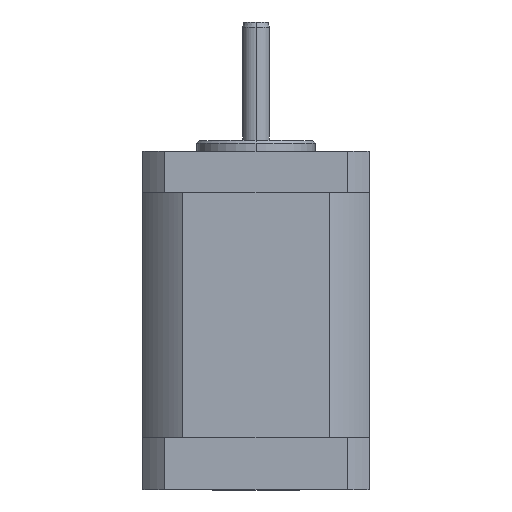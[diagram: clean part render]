
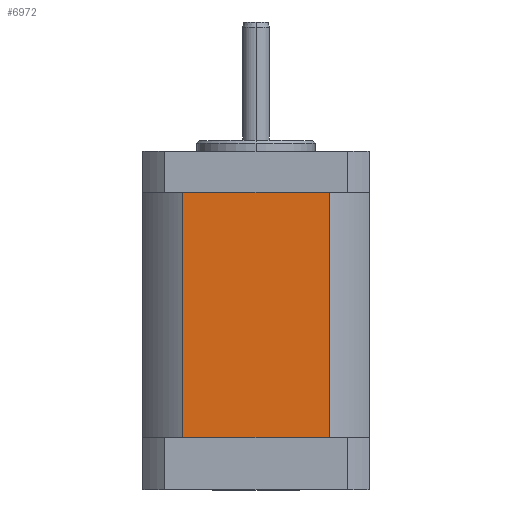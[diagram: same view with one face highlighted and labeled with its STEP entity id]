
A CAD part, top view. The second image highlights one B-rep face of the part: STEP entity #6972.
In plain terms, the highlighted planar face has unit normal (0, 0, 1).
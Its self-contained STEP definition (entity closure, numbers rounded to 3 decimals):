
#1491 = CARTESIAN_POINT ( 'NONE',  ( 4.085, 55.14, 38.65 ) ) ;
#1493 = CARTESIAN_POINT ( 'NONE',  ( 31.215, 55.14, 38.65 ) ) ;
#1511 = CARTESIAN_POINT ( 'NONE',  ( 4.085, 9.66, 38.65 ) ) ;
#1512 = CARTESIAN_POINT ( 'NONE',  ( 31.215, 9.66, 38.65 ) ) ;
#1893 = FACE_OUTER_BOUND ( 'NONE', #7416, .T. ) ;
#1909 = AXIS2_PLACEMENT_3D ( 'NONE', #9606, #9607, #9608 ) ;
#4905 = LINE ( 'NONE', #4906, #5296 ) ;
#4906 = CARTESIAN_POINT ( 'NONE',  ( 4.085, 9.65, 38.65 ) ) ;
#4907 = DIRECTION ( 'NONE',  ( 0., 1., 0. ) ) ;
#4908 = LINE ( 'NONE', #4909, #5297 ) ;
#4909 = CARTESIAN_POINT ( 'NONE',  ( 38.65, 9.66, 38.65 ) ) ;
#4910 = DIRECTION ( 'NONE',  ( -1., 0., 0. ) ) ;
#4911 = LINE ( 'NONE', #4912, #5298 ) ;
#4912 = CARTESIAN_POINT ( 'NONE',  ( 31.215, 9.65, 38.65 ) ) ;
#4913 = DIRECTION ( 'NONE',  ( 0., 1., 0. ) ) ;
#5296 = VECTOR ( 'NONE', #4907, 1000. ) ;
#5297 = VECTOR ( 'NONE', #4910, 1000. ) ;
#5298 = VECTOR ( 'NONE', #4913, 1000. ) ;
#6144 = ORIENTED_EDGE ( 'NONE', *, *, #9074, .F. ) ;
#6145 = ORIENTED_EDGE ( 'NONE', *, *, #8794, .F. ) ;
#6146 = ORIENTED_EDGE ( 'NONE', *, *, #9073, .F. ) ;
#6147 = ORIENTED_EDGE ( 'NONE', *, *, #9075, .T. ) ;
#6406 = VERTEX_POINT ( 'NONE', #1491 ) ;
#6408 = VERTEX_POINT ( 'NONE', #1493 ) ;
#6426 = VERTEX_POINT ( 'NONE', #1511 ) ;
#6427 = VERTEX_POINT ( 'NONE', #1512 ) ;
#6972 = ADVANCED_FACE ( 'NONE', ( #1893 ), #9605, .F. ) ;
#7416 = EDGE_LOOP ( 'NONE', ( #6145, #6146, #6144, #6147 ) ) ;
#8416 = VECTOR ( 'NONE', #9962, 1000. ) ;
#8794 = EDGE_CURVE ( 'NONE', #6406, #6408, #9960, .T. ) ;
#9073 = EDGE_CURVE ( 'NONE', #6426, #6406, #4905, .T. ) ;
#9074 = EDGE_CURVE ( 'NONE', #6427, #6426, #4908, .T. ) ;
#9075 = EDGE_CURVE ( 'NONE', #6427, #6408, #4911, .T. ) ;
#9605 = PLANE ( 'NONE',  #1909 ) ;
#9606 = CARTESIAN_POINT ( 'NONE',  ( 0.679, 62.8, 38.65 ) ) ;
#9607 = DIRECTION ( 'NONE',  ( 0., 0., -1. ) ) ;
#9608 = DIRECTION ( 'NONE',  ( -1., 0., 0. ) ) ;
#9960 = LINE ( 'NONE', #9961, #8416 ) ;
#9961 = CARTESIAN_POINT ( 'NONE',  ( 38.65, 55.14, 38.65 ) ) ;
#9962 = DIRECTION ( 'NONE',  ( 1., 0., 0. ) ) ;
